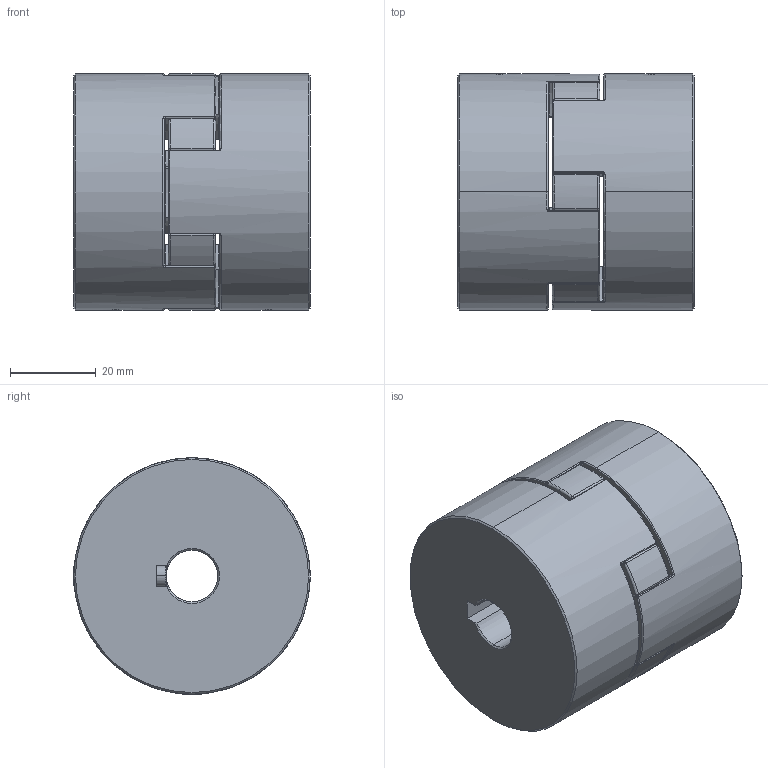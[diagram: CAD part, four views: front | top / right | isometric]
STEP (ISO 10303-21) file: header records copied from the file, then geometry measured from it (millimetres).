
FILE_DESCRIPTION (( 'STEP AP203' ), '1' );
FILE_NAME ('CL19-55K.step', '2011-08-10T07:05:12', ( '' ), ( '' ), 'SwSTEP 2.0', 'SolidWorks 2010', '' );
FILE_SCHEMA (( 'CONFIG_CONTROL_DESIGN' ));
Length unit declared in the file: millimetre
Products named in the file (1): CL19-55K
Bounding box: 55 x 55 x 55 mm (x, y, z)
Volume: 118562.4 mm3; surface area: 29785.4 mm2
Topology: 7 solids, 7 shells, 354 faces, 819 edges, 461 vertices
Faces by surface type: torus 109, cylinder 100, plane 56, sphere 45, cone 24, bspline 20
Entity records: 11230 total; most frequent: CARTESIAN_POINT 3324, DIRECTION 1783, ORIENTED_EDGE 1570, EDGE_CURVE 785, AXIS2_PLACEMENT_3D 779, CIRCLE 444, VERTEX_POINT 444, EDGE_LOOP 367
